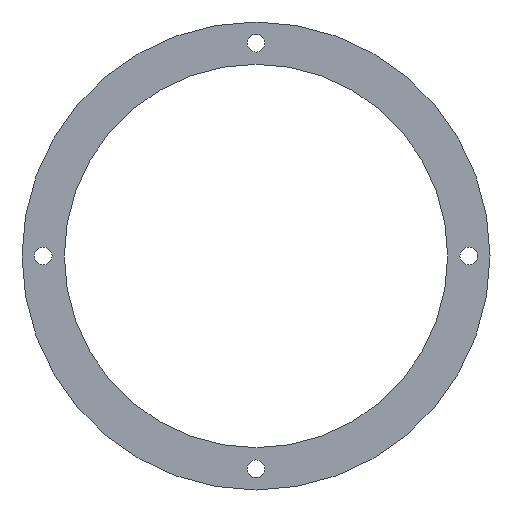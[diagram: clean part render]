
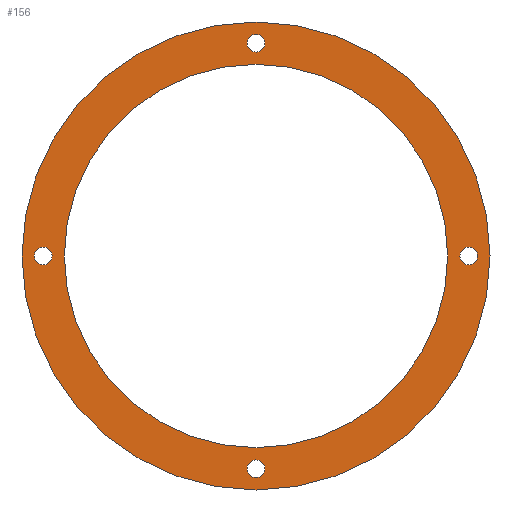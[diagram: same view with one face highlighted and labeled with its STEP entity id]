
A CAD part, front view. The second image highlights one B-rep face of the part: STEP entity #156.
In plain terms, the highlighted planar face has unit normal (0, -1, 0).
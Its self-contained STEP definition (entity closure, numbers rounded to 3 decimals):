
#20=FACE_BOUND('',#48,.T.);
#21=FACE_BOUND('',#49,.T.);
#22=FACE_BOUND('',#50,.T.);
#23=FACE_BOUND('',#51,.T.);
#24=FACE_BOUND('',#52,.T.);
#26=PLANE('',#190);
#34=FACE_OUTER_BOUND('',#47,.T.);
#47=EDGE_LOOP('',(#137));
#48=EDGE_LOOP('',(#138));
#49=EDGE_LOOP('',(#139));
#50=EDGE_LOOP('',(#140));
#51=EDGE_LOOP('',(#141));
#52=EDGE_LOOP('',(#142));
#65=CIRCLE('',#172,1.675);
#67=CIRCLE('',#175,1.675);
#69=CIRCLE('',#178,1.675);
#71=CIRCLE('',#181,1.675);
#74=CIRCLE('',#185,36.25);
#76=CIRCLE('',#188,44.25);
#77=VERTEX_POINT('',#241);
#79=VERTEX_POINT('',#247);
#81=VERTEX_POINT('',#253);
#83=VERTEX_POINT('',#259);
#86=VERTEX_POINT('',#267);
#88=VERTEX_POINT('',#273);
#89=EDGE_CURVE('',#77,#77,#65,.T.);
#92=EDGE_CURVE('',#79,#79,#67,.T.);
#95=EDGE_CURVE('',#81,#81,#69,.T.);
#98=EDGE_CURVE('',#83,#83,#71,.T.);
#103=EDGE_CURVE('',#86,#86,#74,.T.);
#106=EDGE_CURVE('',#88,#88,#76,.T.);
#137=ORIENTED_EDGE('',*,*,#106,.F.);
#138=ORIENTED_EDGE('',*,*,#89,.T.);
#139=ORIENTED_EDGE('',*,*,#92,.T.);
#140=ORIENTED_EDGE('',*,*,#95,.T.);
#141=ORIENTED_EDGE('',*,*,#98,.T.);
#142=ORIENTED_EDGE('',*,*,#103,.F.);
#156=ADVANCED_FACE('',(#34,#20,#21,#22,#23,#24),#26,.F.);
#172=AXIS2_PLACEMENT_3D('',#242,#195,#196);
#175=AXIS2_PLACEMENT_3D('',#248,#202,#203);
#178=AXIS2_PLACEMENT_3D('',#254,#209,#210);
#181=AXIS2_PLACEMENT_3D('',#260,#216,#217);
#185=AXIS2_PLACEMENT_3D('',#269,#226,#227);
#188=AXIS2_PLACEMENT_3D('',#275,#233,#234);
#190=AXIS2_PLACEMENT_3D('',#277,#237,#238);
#195=DIRECTION('center_axis',(0.,1.,0.));
#196=DIRECTION('ref_axis',(1.,0.,0.));
#202=DIRECTION('center_axis',(0.,1.,0.));
#203=DIRECTION('ref_axis',(1.,0.,0.));
#209=DIRECTION('center_axis',(0.,1.,0.));
#210=DIRECTION('ref_axis',(1.,0.,0.));
#216=DIRECTION('center_axis',(0.,1.,0.));
#217=DIRECTION('ref_axis',(1.,0.,0.));
#226=DIRECTION('center_axis',(0.,-1.,0.));
#227=DIRECTION('ref_axis',(1.,0.,0.));
#233=DIRECTION('center_axis',(0.,1.,0.));
#234=DIRECTION('ref_axis',(1.,0.,0.));
#237=DIRECTION('center_axis',(0.,1.,0.));
#238=DIRECTION('ref_axis',(1.,0.,0.));
#241=CARTESIAN_POINT('',(-1.675,0.,40.25));
#242=CARTESIAN_POINT('Origin',(0.,0.,40.25));
#247=CARTESIAN_POINT('',(38.575,0.,0.));
#248=CARTESIAN_POINT('Origin',(40.25,0.,0.));
#253=CARTESIAN_POINT('',(-41.925,0.,0.));
#254=CARTESIAN_POINT('Origin',(-40.25,0.,0.));
#259=CARTESIAN_POINT('',(-1.675,0.,-40.25));
#260=CARTESIAN_POINT('Origin',(0.,0.,-40.25));
#267=CARTESIAN_POINT('',(-36.25,0.,0.));
#269=CARTESIAN_POINT('Origin',(0.,0.,0.));
#273=CARTESIAN_POINT('',(-44.25,0.,0.));
#275=CARTESIAN_POINT('Origin',(0.,0.,0.));
#277=CARTESIAN_POINT('Origin',(0.,0.,0.));
